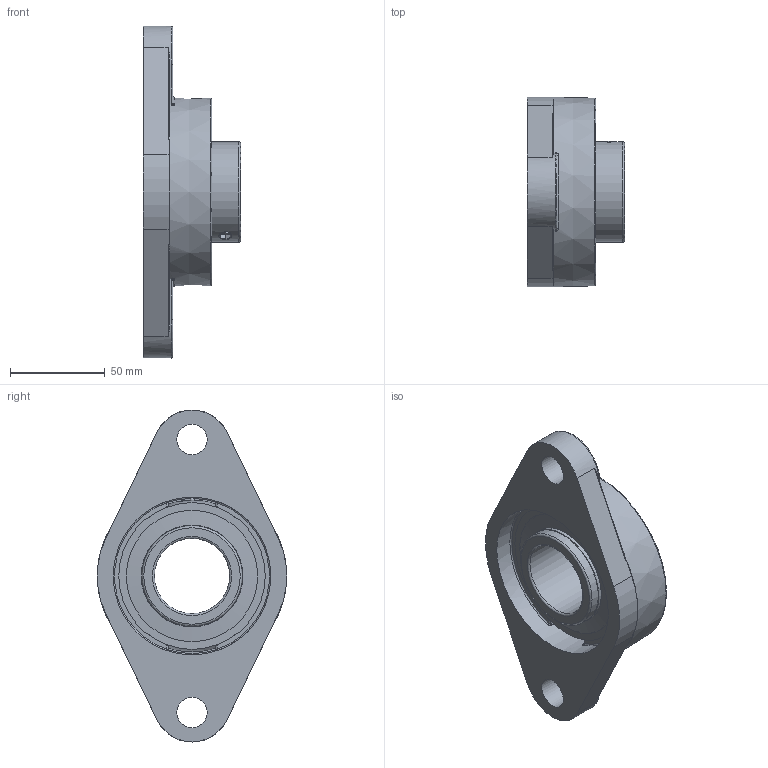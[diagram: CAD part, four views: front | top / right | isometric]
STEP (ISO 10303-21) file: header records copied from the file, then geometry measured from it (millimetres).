
FILE_DESCRIPTION(/* description */ ('Alibre Inc.'),/* implementation_level */ '2;1');
FILE_NAME(/* name */ 'export-29EA5420-83A5-474C-BBCC-08299CCC657D',/* time_stamp */ '2020-05-29T09:34:14-07:00',/* author */ (''),/* organization */ (''),/* preprocessor_version */ 'ST-DEVELOPER v17',/* originating_system */ 'Alibre',/* authorisation */ '');
FILE_SCHEMA (('CONFIG_CONTROL_DESIGN'));
Length unit declared in the file: inch
Bounding box: 51.2 x 100 x 175 mm (x, y, z)
Volume: 220084.2 mm3; surface area: 76852.4 mm2
Topology: 16 solids, 16 shells, 176 faces, 424 edges, 252 vertices
Faces by surface type: plane 56, cylinder 48, bspline 24, torus 23, sphere 16, cone 9
Full cylindrical faces by diameter (mm): 6.782 x4, 16 x2, 39.688 x1, 52.832 x4, 53.594 x2, 69.215 x4, 81.195 x1, 83.195 x1, 88.22 x1
Entity records: 8216 total; most frequent: CARTESIAN_POINT 4281, ORIENTED_EDGE 616, DIRECTION 603, EDGE_CURVE 308, AXIS2_PLACEMENT_3D 288, FACE_BOUND 223, EDGE_LOOP 214, VERTEX_POINT 213
